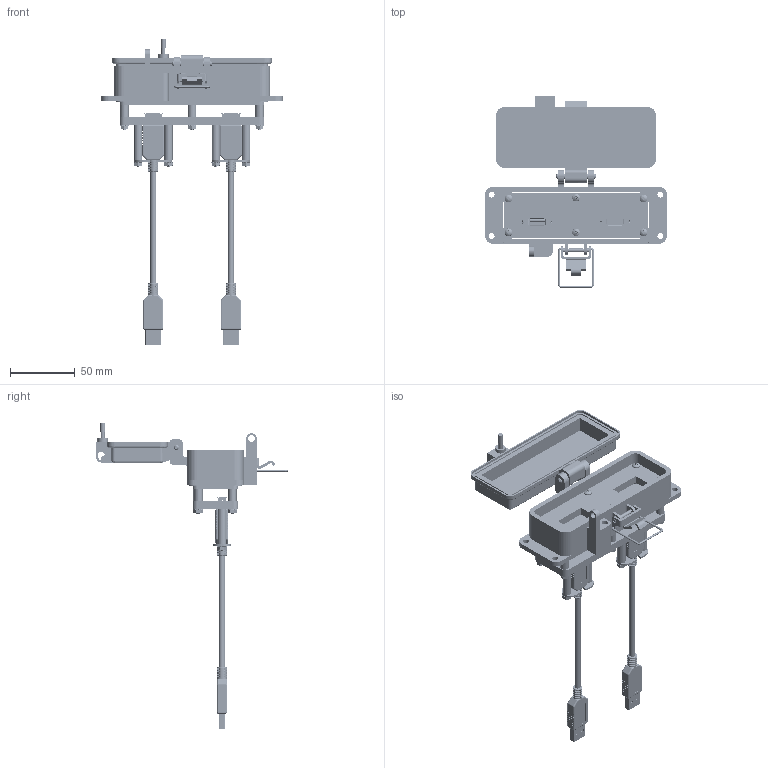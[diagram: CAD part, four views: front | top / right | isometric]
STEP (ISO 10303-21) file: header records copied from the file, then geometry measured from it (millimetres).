
FILE_DESCRIPTION (( 'STEP AP203' ), '1' );
FILE_NAME ('P-P50#2-H3RX_3D.STEP', '2023-02-15T21:01:54', ( '' ), ( '' ), 'SwSTEP 2.0', 'SolidWorks 2021', '' );
FILE_SCHEMA (( 'CONFIG_CONTROL_DESIGN' ));
Length unit declared in the file: millimetre
Products named in the file (16): Z-001-SPR_1-1_4; Z-020-3047; -H3; P-P50#2-H3RX_TP060_1; P-P50#2-H3RX_3D; P-P50#2-H3RX_TP240_2; P-P50#2-H3RX_BP180_1; Z-000-440112FH_90273A119; P11; M3PH_40M3; Z-H-H3_B; P-P50#2-H3RX_FP060_1; Z-001-SPR_3_8; P-P50#2-H3RX_TP240_1; Z-002-4401_4HN_90675A005; Z-002-M3HN_93825A110
Assembly tree (43 placements, depth 3):
  P-P50#2-H3RX_3D
    -H3
      Z-H-H3_B
    P-P50#2-H3RX_BP180_1
    P-P50#2-H3RX_FP060_1
    P-P50#2-H3RX_TP060_1  x2
    P-P50#2-H3RX_TP240_1
    P-P50#2-H3RX_TP240_2
    M3PH_40M3  x6
    Z-001-SPR_3_8  x8
    Z-002-M3HN_93825A110  x6
    P11  x2
      Z-020-3047
    Z-000-440112FH_90273A119  x4
    Z-001-SPR_1-1_4  x4
    Z-002-4401_4HN_90675A005  x4
Bounding box: 140 x 147.61 x 236.23 mm (x, y, z)
Volume: 163344.9 mm3; surface area: 125092.8 mm2
Topology: 66 solids, 66 shells, 7182 faces, 20619 edges, 13553 vertices
Faces by surface type: cylinder 4369, plane 1927, cone 436, bspline 414, torus 24, sphere 12
Entity records: 98104 total; most frequent: CARTESIAN_POINT 36541, ORIENTED_EDGE 13748, DIRECTION 10947, EDGE_CURVE 6874, VERTEX_POINT 4526, AXIS2_PLACEMENT_3D 3649, VECTOR 3649, LINE 3649
